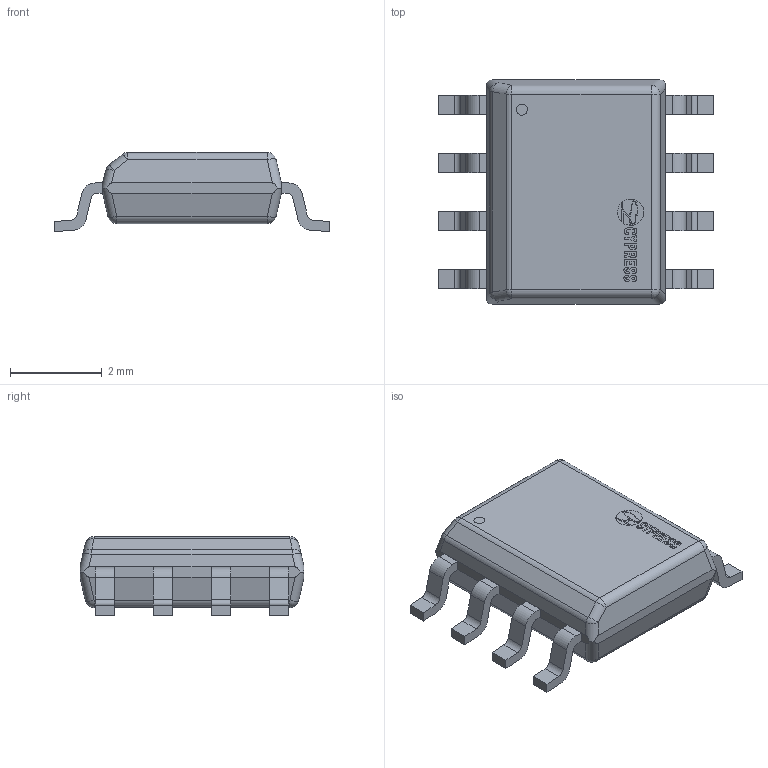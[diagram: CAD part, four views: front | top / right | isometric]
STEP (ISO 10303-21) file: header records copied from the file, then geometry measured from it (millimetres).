
FILE_DESCRIPTION(/* description */ (''),/* implementation_level */ '2;1');
FILE_NAME(/* name */ '1.stp',/* time_stamp */ '2020-01-21T20:20:38+02:00',/* author */ ('k'),/* organization */ (''),/* preprocessor_version */ 'ST-DEVELOPER v15.6',/* originating_system */ 'Autodesk Inventor 2015',/* authorisation */ '');
FILE_SCHEMA (('AUTOMOTIVE_DESIGN { 1 0 10303 214 3 1 1 }'));
Length unit declared in the file: millimetre
Products named in the file (4): Body; Leg; Cypress Logo Adjustable; QFP Template
Bounding box: 6.02 x 4.89 x 1.73 mm (x, y, z)
Volume: 28.7 mm3; surface area: 77.3 mm2
Topology: 23 solids, 23 shells, 445 faces, 1167 edges, 768 vertices
Faces by surface type: plane 243, bspline 140, cylinder 52, sphere 10
Full cylindrical faces by diameter (mm): 0.241 x1
Entity records: 14672 total; most frequent: CARTESIAN_POINT 4478, ORIENTED_EDGE 2332, DIRECTION 1626, EDGE_CURVE 1166, LINE 770, VECTOR 770, VERTEX_POINT 768, EDGE_LOOP 450
